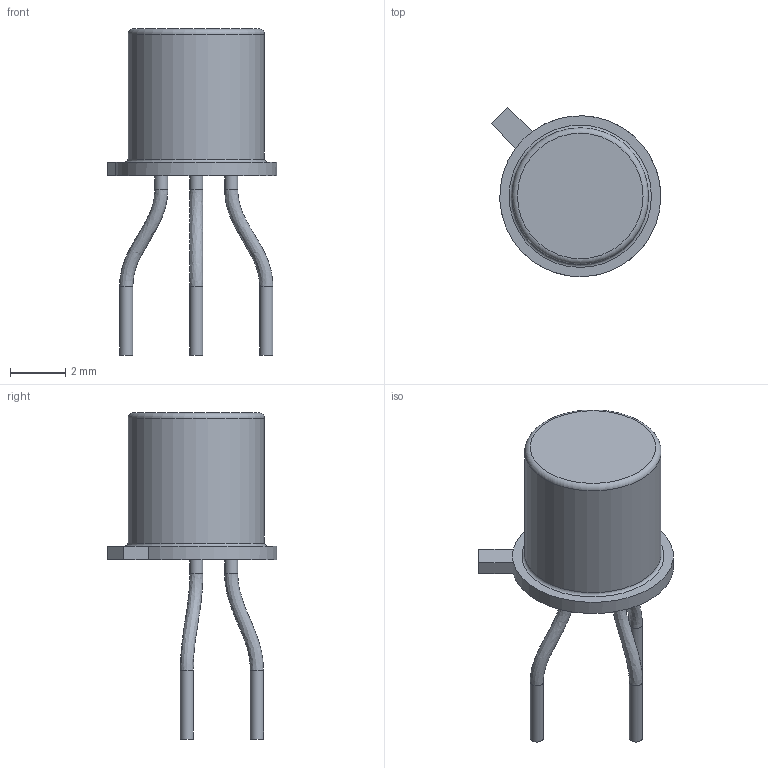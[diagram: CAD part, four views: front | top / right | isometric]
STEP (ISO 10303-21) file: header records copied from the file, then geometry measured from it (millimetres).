
FILE_DESCRIPTION(/* description */ (''),/* implementation_level */ '2;1');
FILE_NAME(/* name */ 'TO-18-3.step',/* time_stamp */ '2023-06-19T15:16:16+02:00',/* author */ (''),/* organization */ (''),/* preprocessor_version */ 'ST-DEVELOPER v19.2',/* originating_system */ 'Autodesk Translation Framework v12.6.0.85',/* authorisation */ '');
FILE_SCHEMA (('AUTOMOTIVE_DESIGN { 1 0 10303 214 3 1 1 }'));
Length unit declared in the file: millimetre
Products named in the file (1): TO-18-3
Bounding box: 6.15 x 6.15 x 11.83 mm (x, y, z)
Volume: 110.5 mm3; surface area: 169.6 mm2
Topology: 1 solids, 1 shells, 25 faces, 47 edges, 27 vertices
Faces by surface type: plane 11, cylinder 8, bspline 3, torus 2, cone 1
Full cylindrical faces by diameter (mm): 0.48 x6, 4.95 x1
Entity records: 954 total; most frequent: CARTESIAN_POINT 377, DIRECTION 113, ORIENTED_EDGE 94, EDGE_CURVE 47, AXIS2_PLACEMENT_3D 46, EDGE_LOOP 28, VERTEX_POINT 27, STYLED_ITEM 26
